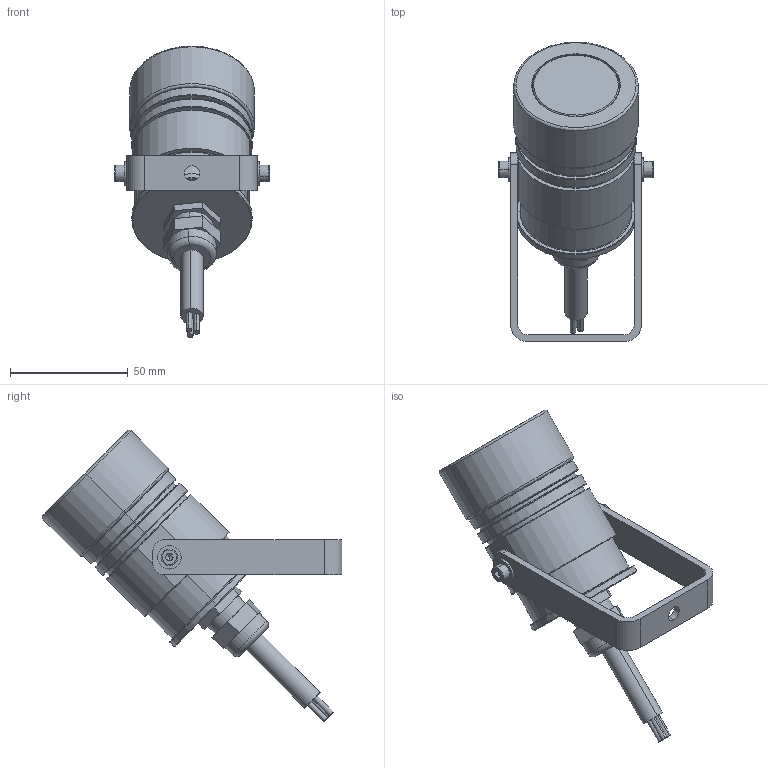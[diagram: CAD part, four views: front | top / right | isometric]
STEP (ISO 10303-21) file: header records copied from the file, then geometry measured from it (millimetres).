
FILE_DESCRIPTION (( 'STEP AP214' ), '1' );
FILE_NAME ('GROUND-STANDARD-SMOOTH.STEP', '2023-03-24T14:34:42', ( '' ), ( '' ), 'SwSTEP 2.0', 'SolidWorks 2017', '' );
FILE_SCHEMA (( 'AUTOMOTIVE_DESIGN' ));
Length unit declared in the file: millimetre
Products named in the file (1): GROUND-STANDARD-SMOOTH
Bounding box: 65.58 x 127.31 x 123.96 mm (x, y, z)
Volume: 102238.4 mm3; surface area: 52683 mm2
Topology: 9 solids, 9 shells, 277 faces, 620 edges, 383 vertices
Faces by surface type: cylinder 109, plane 99, cone 46, bspline 13, torus 10
Entity records: 12065 total; most frequent: CARTESIAN_POINT 2628, DIRECTION 1399, ORIENTED_EDGE 1224, EDGE_CURVE 612, AXIS2_PLACEMENT_3D 558, VERTEX_POINT 383, EDGE_LOOP 329, CIRCLE 293
